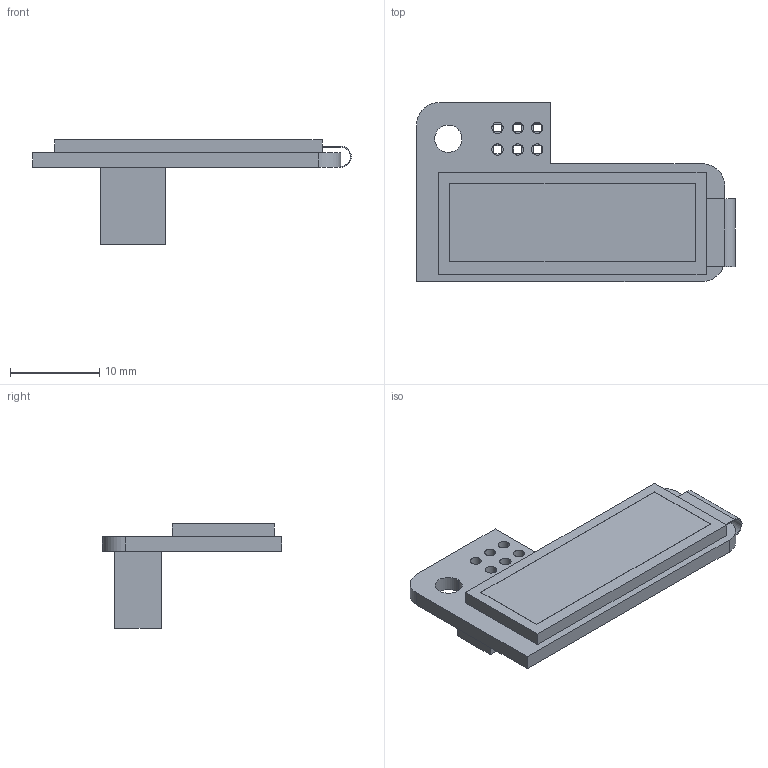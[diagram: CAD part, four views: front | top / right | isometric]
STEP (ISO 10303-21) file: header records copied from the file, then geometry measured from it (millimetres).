
FILE_DESCRIPTION (( 'STEP AP203' ), '1' );
FILE_NAME ('12c Pi OLED.STEP', '2023-01-18T19:36:46', ( '' ), ( '' ), 'SwSTEP 2.0', 'SolidWorks 2020', '' );
FILE_SCHEMA (( 'CONFIG_CONTROL_DESIGN' ));
Length unit declared in the file: inch
Products named in the file (1): 12c Pi OLED
Bounding box: 35.73 x 20.07 x 11.76 mm (x, y, z)
Volume: 1683 mm3; surface area: 1922.1 mm2
Topology: 1 solids, 1 shells, 119 faces, 270 edges, 155 vertices
Faces by surface type: plane 100, cylinder 19
Entity records: 3337 total; most frequent: DIRECTION 572, CARTESIAN_POINT 545, ORIENTED_EDGE 540, EDGE_CURVE 270, LINE 208, VECTOR 208, AXIS2_PLACEMENT_3D 182, VERTEX_POINT 155
